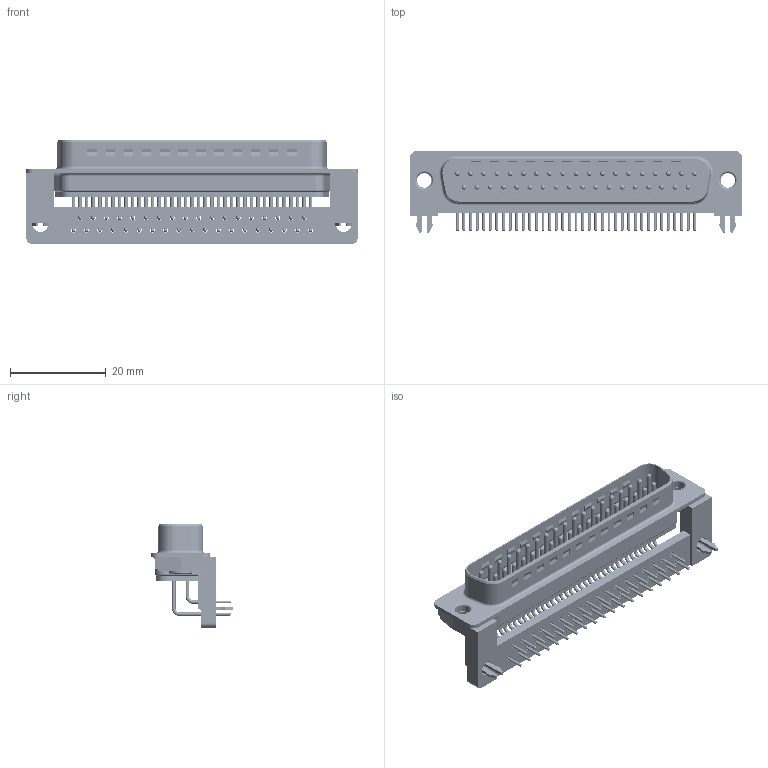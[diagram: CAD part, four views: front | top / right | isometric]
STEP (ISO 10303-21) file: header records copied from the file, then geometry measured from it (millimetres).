
FILE_DESCRIPTION(/* description */ ('Unknown'),/* implementation_level */ '2;1');
FILE_NAME(/* name */ '216112013',/* time_stamp */ '2019-04-04T16:17:06+08:00',/* author */ ('Unknown'),/* organization */ ('Unknown'),/* preprocessor_version */ 'ST-DEVELOPER v16.7',/* originating_system */ 'DEX',/* authorisation */ $);
FILE_SCHEMA (('AP203_CONFIGURATION_CONTROLLED_3D_DESIGN_OF_MECHANICAL_PARTS_AND_ASSEMBLIES_MIM_LF { 1 0 10303 203 3 1 4 }','AP242_MANAGED_MODEL_BASED_3D_ENGINEERING_MIM_LF { 1 0 10303 442 1 1 4 }','AUTOMOTIVE_DESIGN {1 0 10303 214 3 1 1}'));
Length unit declared in the file: millimetre
Products named in the file (10): 216112013; N00638_BG; R+B00097_C19F_BG; R+B00097_C18F_BG; R+B00157_BG; R+B00155_BG; N00572_BG; N00753_BG; R+B00306_BG; R+B00104_male_BG
Assembly tree (46 placements, depth 2):
  216112013
    N00638_BG
    R+B00097_C19F_BG  x19
    R+B00097_C18F_BG  x18
    R+B00157_BG
    R+B00155_BG
    N00572_BG
    N00753_BG
    R+B00306_BG  x2
    R+B00104_male_BG  x2
Bounding box: 69.5 x 17.2 x 21.7 mm (x, y, z)
Volume: 4691.1 mm3; surface area: 13052.1 mm2
Topology: 46 solids, 46 shells, 6498 faces, 15858 edges, 9638 vertices
Faces by surface type: plane 5554, cylinder 544, cone 230, bspline 74, torus 59, sphere 37
Full cylindrical faces by diameter (mm): 0.242 x2, 0.281 x2, 0.6 x37, 0.7 x37, 0.75 x74, 1 x74, 1.02 x37, 1.28 x37, 1.8 x37, 2 x37, 2.03 x74, 3 x2, 3.2 x2, 3.3 x2, 4 x2, 4.06 x4, 4.08 x2, 4.3 x2, 5 x6
Entity records: 45191 total; most frequent: CARTESIAN_POINT 13553, ORIENTED_EDGE 5994, DIRECTION 5949, EDGE_CURVE 2997, AXIS2_PLACEMENT_3D 2089, VERTEX_POINT 2071, EDGE_LOOP 1922, FACE_BOUND 1922
